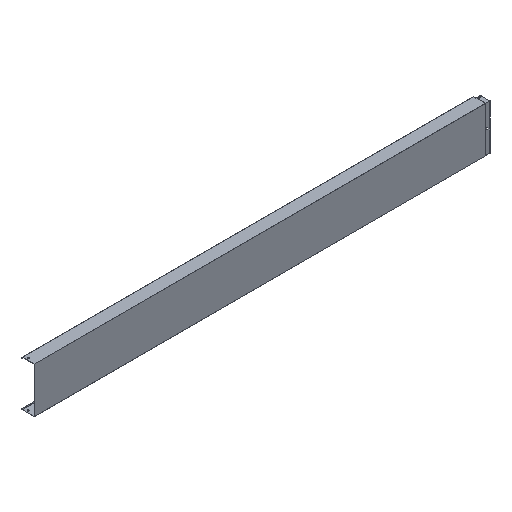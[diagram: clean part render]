
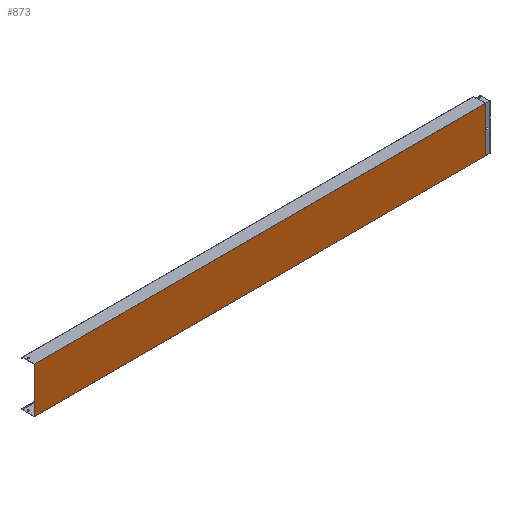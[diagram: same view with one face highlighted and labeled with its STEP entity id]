
A CAD part, isometric view. The second image highlights one B-rep face of the part: STEP entity #873.
In plain terms, the highlighted planar face has unit normal (0, -1, 0).
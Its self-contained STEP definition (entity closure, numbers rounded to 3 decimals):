
#107 = PLANE ( 'NONE',  #565 ) ;
#117 = VECTOR ( 'NONE', #1293, 1000. ) ;
#126 = CARTESIAN_POINT ( 'NONE',  ( -2970., 0., -150. ) ) ;
#128 = ORIENTED_EDGE ( 'NONE', *, *, #326, .T. ) ;
#173 = VERTEX_POINT ( 'NONE', #995 ) ;
#188 = CARTESIAN_POINT ( 'NONE',  ( -2970., 0., 150. ) ) ;
#234 = DIRECTION ( 'NONE',  ( 0., -1., 0. ) ) ;
#260 = CARTESIAN_POINT ( 'NONE',  ( 2.4, 0., -150. ) ) ;
#326 = EDGE_CURVE ( 'NONE', #173, #1340, #810, .T. ) ;
#336 = CARTESIAN_POINT ( 'NONE',  ( 300.001, 0., -150. ) ) ;
#475 = DIRECTION ( 'NONE',  ( -1., 0., 0. ) ) ;
#545 = ORIENTED_EDGE ( 'NONE', *, *, #1020, .T. ) ;
#558 = CARTESIAN_POINT ( 'NONE',  ( 2.4, 0., 150. ) ) ;
#565 = AXIS2_PLACEMENT_3D ( 'NONE', #926, #234, #1214 ) ;
#661 = VECTOR ( 'NONE', #1382, 1000. ) ;
#664 = EDGE_CURVE ( 'NONE', #173, #1256, #1412, .T. ) ;
#810 = LINE ( 'NONE', #260, #1462 ) ;
#873 = ADVANCED_FACE ( 'NONE', ( #1505 ), #107, .T. ) ;
#925 = LINE ( 'NONE', #188, #117 ) ;
#926 = CARTESIAN_POINT ( 'NONE',  ( -2970., 0., 150. ) ) ;
#944 = EDGE_LOOP ( 'NONE', ( #1639, #128, #545, #1254 ) ) ;
#953 = DIRECTION ( 'NONE',  ( 0., 0., 1. ) ) ;
#995 = CARTESIAN_POINT ( 'NONE',  ( 2.4, 0., -150. ) ) ;
#1020 = EDGE_CURVE ( 'NONE', #1340, #1630, #1570, .T. ) ;
#1214 = DIRECTION ( 'NONE',  ( 0., 0., -1. ) ) ;
#1244 = CARTESIAN_POINT ( 'NONE',  ( 300.001, 0., 150. ) ) ;
#1254 = ORIENTED_EDGE ( 'NONE', *, *, #1512, .T. ) ;
#1256 = VERTEX_POINT ( 'NONE', #126 ) ;
#1293 = DIRECTION ( 'NONE',  ( 0., 0., -1. ) ) ;
#1322 = CARTESIAN_POINT ( 'NONE',  ( -2970., 0., 150. ) ) ;
#1340 = VERTEX_POINT ( 'NONE', #558 ) ;
#1382 = DIRECTION ( 'NONE',  ( -1., 0., 0. ) ) ;
#1412 = LINE ( 'NONE', #336, #1711 ) ;
#1462 = VECTOR ( 'NONE', #953, 1000. ) ;
#1505 = FACE_OUTER_BOUND ( 'NONE', #944, .T. ) ;
#1512 = EDGE_CURVE ( 'NONE', #1630, #1256, #925, .T. ) ;
#1570 = LINE ( 'NONE', #1244, #661 ) ;
#1630 = VERTEX_POINT ( 'NONE', #1322 ) ;
#1639 = ORIENTED_EDGE ( 'NONE', *, *, #664, .F. ) ;
#1711 = VECTOR ( 'NONE', #475, 1000. ) ;
